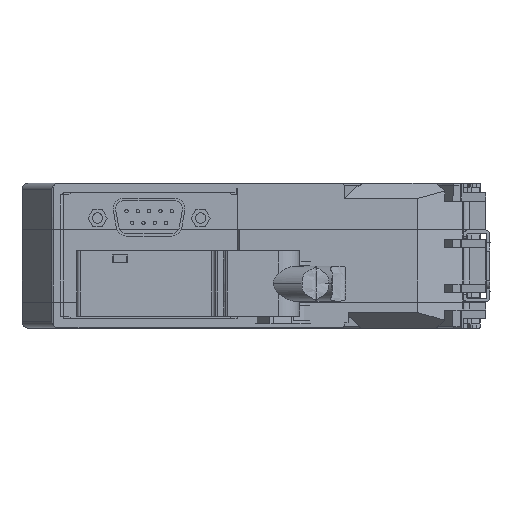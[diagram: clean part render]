
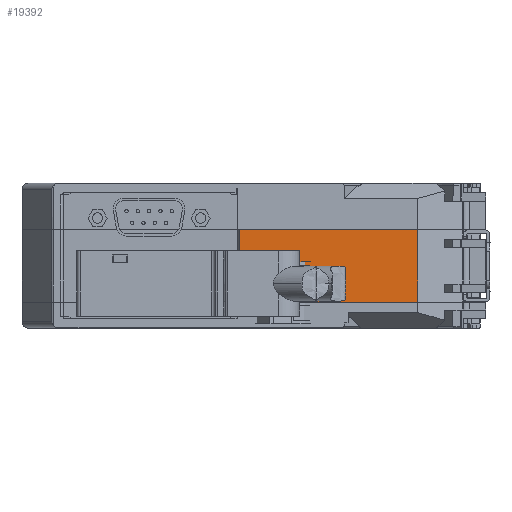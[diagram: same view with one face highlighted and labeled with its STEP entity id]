
A CAD part, left-side view. The second image highlights one B-rep face of the part: STEP entity #19392.
In plain terms, the highlighted planar face has unit normal (-1, 0, 0).
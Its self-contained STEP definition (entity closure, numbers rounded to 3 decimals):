
#10418 = DIRECTION ( 'NONE',  ( 0., 1., 0. ) ) ;
#10538 = VECTOR ( 'NONE', #10418, 1000. ) ;
#11077 = CARTESIAN_POINT ( 'NONE',  ( -49.5, 41.8, -2.5 ) ) ;
#11078 = DIRECTION ( 'NONE',  ( 0., 0., -1. ) ) ;
#11079 = VECTOR ( 'NONE', #11078, 1000. ) ;
#11080 = CARTESIAN_POINT ( 'NONE',  ( -49.5, 41.8, 163.973 ) ) ;
#11081 = LINE ( 'NONE', #11080, #11079 ) ;
#11082 = CARTESIAN_POINT ( 'NONE',  ( -49.5, 41.8, 15.1 ) ) ;
#11646 = CARTESIAN_POINT ( 'NONE',  ( -49.5, 86.933, 15.1 ) ) ;
#11647 = LINE ( 'NONE', #11646, #10538 ) ;
#11648 = DIRECTION ( 'NONE',  ( 0., -1., 0. ) ) ;
#11649 = VECTOR ( 'NONE', #11648, 1000. ) ;
#11650 = CARTESIAN_POINT ( 'NONE',  ( -49.5, 86.933, -2.5 ) ) ;
#11651 = LINE ( 'NONE', #11650, #11649 ) ;
#11652 = CARTESIAN_POINT ( 'NONE',  ( -49.5, 85.109, 15.1 ) ) ;
#11653 = CARTESIAN_POINT ( 'NONE',  ( -49.5, 85.109, -2.5 ) ) ;
#11654 = DIRECTION ( 'NONE',  ( 0., 0., 1. ) ) ;
#11655 = VECTOR ( 'NONE', #11654, 1000. ) ;
#11656 = CARTESIAN_POINT ( 'NONE',  ( -49.5, 85.109, 15.1 ) ) ;
#11657 = LINE ( 'NONE', #11656, #11655 ) ;
#11658 = DIRECTION ( 'NONE',  ( 0., 0., 1. ) ) ;
#11659 = DIRECTION ( 'NONE',  ( -1., 0., 0. ) ) ;
#11660 = AXIS2_PLACEMENT_3D ( 'NONE', #11661, #11659, #11658 ) ;
#11661 = CARTESIAN_POINT ( 'NONE',  ( -49.5, 86.933, -2.5 ) ) ;
#11662 = PLANE ( 'NONE',  #11660 ) ;
#11663 = FACE_OUTER_BOUND ( 'NONE', #19393, .T. ) ;
#18984 = VERTEX_POINT ( 'NONE', #11082 ) ;
#18986 = EDGE_CURVE ( 'NONE', #18984, #18987, #11081, .T. ) ;
#18987 = VERTEX_POINT ( 'NONE', #11077 ) ;
#19392 = ADVANCED_FACE ( 'NONE', ( #11663 ), #11662, .T. ) ;
#19393 = EDGE_LOOP ( 'NONE', ( #19394, #19398, #19400, #19401 ) ) ;
#19394 = ORIENTED_EDGE ( 'NONE', *, *, #19395, .F. ) ;
#19395 = EDGE_CURVE ( 'NONE', #19396, #19397, #11657, .T. ) ;
#19396 = VERTEX_POINT ( 'NONE', #11653 ) ;
#19397 = VERTEX_POINT ( 'NONE', #11652 ) ;
#19398 = ORIENTED_EDGE ( 'NONE', *, *, #19399, .T. ) ;
#19399 = EDGE_CURVE ( 'NONE', #19396, #18987, #11651, .T. ) ;
#19400 = ORIENTED_EDGE ( 'NONE', *, *, #18986, .F. ) ;
#19401 = ORIENTED_EDGE ( 'NONE', *, *, #19402, .T. ) ;
#19402 = EDGE_CURVE ( 'NONE', #18984, #19397, #11647, .T. ) ;
